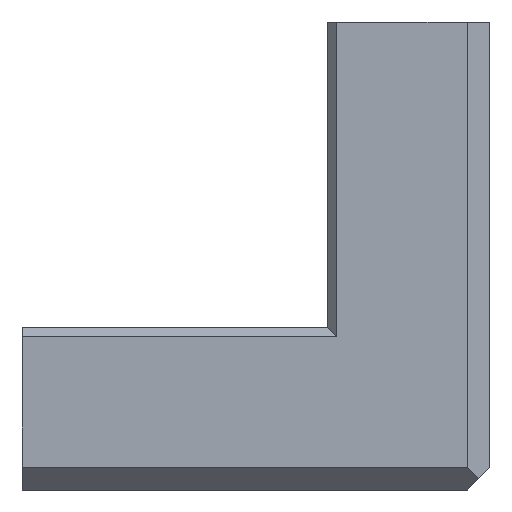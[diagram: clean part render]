
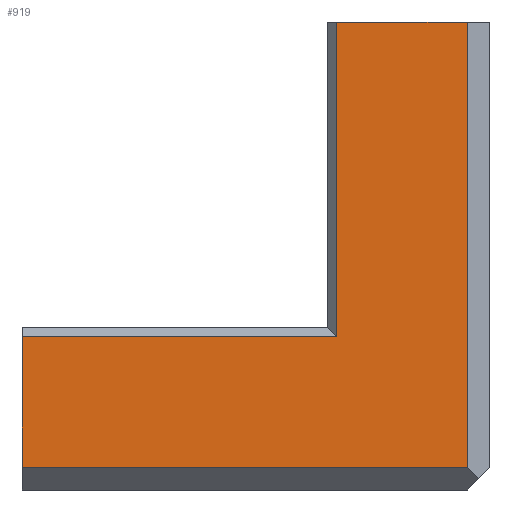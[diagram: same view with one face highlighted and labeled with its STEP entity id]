
A CAD part, front view. The second image highlights one B-rep face of the part: STEP entity #919.
In plain terms, the highlighted planar face has unit normal (0, -1, 0).
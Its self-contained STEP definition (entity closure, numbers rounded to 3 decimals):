
#37=PLANE('',#1001);
#84=FACE_OUTER_BOUND('',#142,.T.);
#142=EDGE_LOOP('',(#702,#703,#704,#705,#706,#707));
#212=LINE('',#1386,#319);
#224=LINE('',#1409,#331);
#225=LINE('',#1411,#332);
#226=LINE('',#1413,#333);
#227=LINE('',#1415,#334);
#228=LINE('',#1416,#335);
#319=VECTOR('',#1126,10.);
#331=VECTOR('',#1140,10.);
#332=VECTOR('',#1141,10.);
#333=VECTOR('',#1142,10.);
#334=VECTOR('',#1143,10.);
#335=VECTOR('',#1144,10.);
#454=VERTEX_POINT('',#1384);
#455=VERTEX_POINT('',#1385);
#465=VERTEX_POINT('',#1408);
#466=VERTEX_POINT('',#1410);
#467=VERTEX_POINT('',#1412);
#468=VERTEX_POINT('',#1414);
#545=EDGE_CURVE('',#454,#455,#212,.T.);
#557=EDGE_CURVE('',#465,#454,#224,.T.);
#558=EDGE_CURVE('',#466,#465,#225,.T.);
#559=EDGE_CURVE('',#467,#466,#226,.T.);
#560=EDGE_CURVE('',#468,#467,#227,.T.);
#561=EDGE_CURVE('',#455,#468,#228,.T.);
#702=ORIENTED_EDGE('',*,*,#545,.F.);
#703=ORIENTED_EDGE('',*,*,#557,.F.);
#704=ORIENTED_EDGE('',*,*,#558,.F.);
#705=ORIENTED_EDGE('',*,*,#559,.F.);
#706=ORIENTED_EDGE('',*,*,#560,.F.);
#707=ORIENTED_EDGE('',*,*,#561,.F.);
#919=ADVANCED_FACE('',(#84),#37,.F.);
#1001=AXIS2_PLACEMENT_3D('',#1407,#1138,#1139);
#1126=DIRECTION('',(0.,0.,1.));
#1138=DIRECTION('center_axis',(0.,1.,0.));
#1139=DIRECTION('ref_axis',(0.,0.,1.));
#1140=DIRECTION('',(-1.,0.,0.));
#1141=DIRECTION('',(0.,0.,-1.));
#1142=DIRECTION('',(1.,0.,0.));
#1143=DIRECTION('',(0.,0.,1.));
#1144=DIRECTION('',(1.,0.,0.));
#1384=CARTESIAN_POINT('',(-84.9,-14.853,-177.953));
#1385=CARTESIAN_POINT('',(-84.9,-14.853,-149.247));
#1386=CARTESIAN_POINT('',(-84.9,-14.853,-158.674));
#1407=CARTESIAN_POINT('Origin',(17.853,-14.853,-152.2));
#1408=CARTESIAN_POINT('',(12.853,-14.853,-177.953));
#1409=CARTESIAN_POINT('',(16.615,-14.853,-177.953));
#1410=CARTESIAN_POINT('',(12.853,-14.853,-80.2));
#1411=CARTESIAN_POINT('',(12.853,-14.853,-152.2));
#1412=CARTESIAN_POINT('',(-15.853,-14.853,-80.2));
#1413=CARTESIAN_POINT('',(8.927,-14.853,-80.2));
#1414=CARTESIAN_POINT('',(-15.853,-14.853,-149.247));
#1415=CARTESIAN_POINT('',(-15.853,-14.853,-152.125));
#1416=CARTESIAN_POINT('',(-145.935,-14.853,-149.247));
